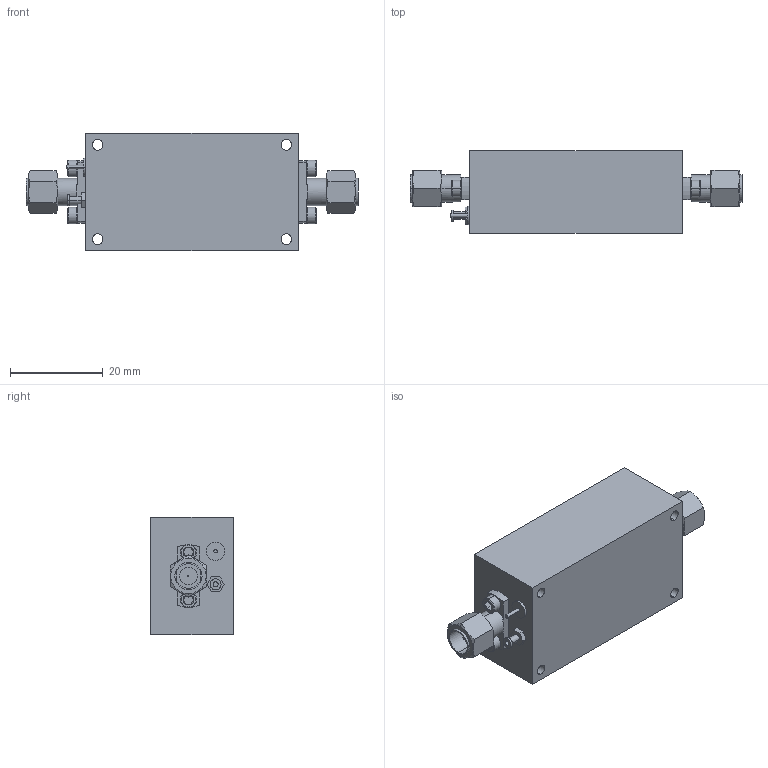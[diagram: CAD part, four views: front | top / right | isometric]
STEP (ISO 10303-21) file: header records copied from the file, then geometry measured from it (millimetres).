
FILE_DESCRIPTION (( 'STEP AP203' ), '1' );
FILE_NAME ('SOW-11305310-SM-U2.STEP', '2019-04-04T22:25:30', ( '' ), ( '' ), 'SwSTEP 2.0', 'SolidWorks 2016', '' );
FILE_SCHEMA (( 'CONFIG_CONTROL_DESIGN' ));
Length unit declared in the file: millimetre
Products named in the file (1): SOW-11305310-SM-U2
Bounding box: 71.48 x 17.78 x 25.4 mm (x, y, z)
Volume: 21460.7 mm3; surface area: 7192.5 mm2
Topology: 9 solids, 9 shells, 437 faces, 1087 edges, 698 vertices
Faces by surface type: cylinder 254, plane 107, cone 66, bspline 10
Entity records: 17859 total; most frequent: CARTESIAN_POINT 8396, ORIENTED_EDGE 2174, DIRECTION 1758, EDGE_CURVE 1087, VERTEX_POINT 698, AXIS2_PLACEMENT_3D 677, EDGE_LOOP 485, ADVANCED_FACE 437
